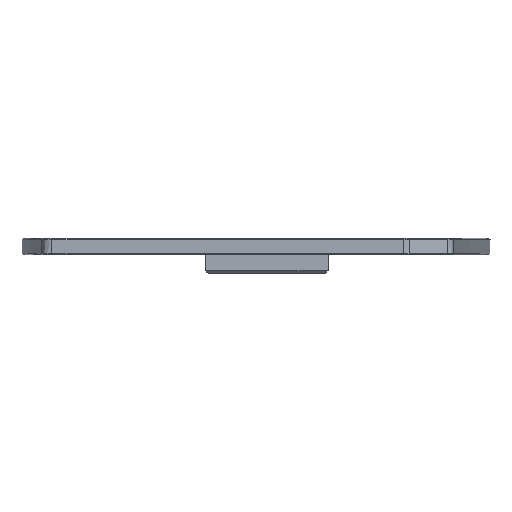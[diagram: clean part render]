
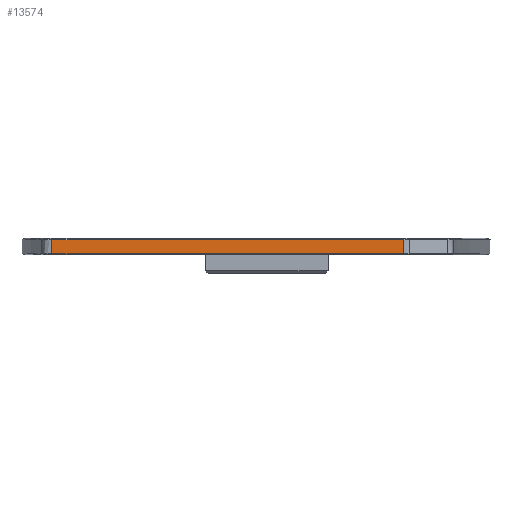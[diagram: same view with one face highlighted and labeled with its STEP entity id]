
A CAD part, left-side view. The second image highlights one B-rep face of the part: STEP entity #13574.
In plain terms, the highlighted planar face has unit normal (-1, 0, 0).
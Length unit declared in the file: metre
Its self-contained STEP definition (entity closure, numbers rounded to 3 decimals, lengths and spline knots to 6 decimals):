
#577=PLANE('',#14451);
#1643=LINE('',#20567,#3288);
#1644=LINE('',#20574,#3289);
#3288=VECTOR('',#16227,1.);
#3289=VECTOR('',#16228,1.);
#5141=ORIENTED_EDGE('',*,*,#9095,.F.);
#5142=ORIENTED_EDGE('',*,*,#9096,.F.);
#5143=ORIENTED_EDGE('',*,*,#9097,.F.);
#5144=ORIENTED_EDGE('',*,*,#9098,.F.);
#9095=EDGE_CURVE('',#11064,#11065,#11743,.T.);
#9096=EDGE_CURVE('',#11066,#11064,#1643,.T.);
#9097=EDGE_CURVE('',#11067,#11066,#11744,.T.);
#9098=EDGE_CURVE('',#11065,#11067,#1644,.T.);
#11064=VERTEX_POINT('',#20565);
#11065=VERTEX_POINT('',#20566);
#11066=VERTEX_POINT('',#20568);
#11067=VERTEX_POINT('',#20573);
#11743=B_SPLINE_CURVE_WITH_KNOTS('',3,(#20561,#20562,#20563,#20564),
 .UNSPECIFIED.,.F.,.F.,(4,4),(0.066667,0.933333),
 .UNSPECIFIED.);
#11744=B_SPLINE_CURVE_WITH_KNOTS('',3,(#20569,#20570,#20571,#20572),
 .UNSPECIFIED.,.F.,.F.,(4,4),(0.066667,0.933333),
 .UNSPECIFIED.);
#11863=EDGE_LOOP('',(#5141,#5142,#5143,#5144));
#12724=FACE_BOUND('',#11863,.T.);
#13574=ADVANCED_FACE('',(#12724),#577,.F.);
#14451=AXIS2_PLACEMENT_3D('',#20560,#16225,#16226);
#16225=DIRECTION('',(1.,0.,0.));
#16226=DIRECTION('',(0.,0.,1.));
#16227=DIRECTION('',(0.,-1.,0.));
#16228=DIRECTION('',(0.,1.,0.));
#20560=CARTESIAN_POINT('',(-0.152415,-0.000691,-0.003));
#20561=CARTESIAN_POINT('',(-0.152415,-0.029673,-0.0002));
#20562=CARTESIAN_POINT('',(-0.152415,-0.029673,-0.001067));
#20563=CARTESIAN_POINT('',(-0.152415,-0.029673,-0.001933));
#20564=CARTESIAN_POINT('',(-0.152415,-0.029673,-0.0028));
#20565=CARTESIAN_POINT('',(-0.152415,-0.029673,-0.0002));
#20566=CARTESIAN_POINT('',(-0.152415,-0.029673,-0.0028));
#20567=CARTESIAN_POINT('',(-0.152415,-0.029673,-0.0002));
#20568=CARTESIAN_POINT('',(-0.152415,0.035671,-0.0002));
#20569=CARTESIAN_POINT('',(-0.152415,0.035671,-0.0028));
#20570=CARTESIAN_POINT('',(-0.152415,0.035671,-0.001933));
#20571=CARTESIAN_POINT('',(-0.152415,0.035671,-0.001067));
#20572=CARTESIAN_POINT('',(-0.152415,0.035671,-0.0002));
#20573=CARTESIAN_POINT('',(-0.152415,0.035671,-0.0028));
#20574=CARTESIAN_POINT('',(-0.152415,-0.000691,-0.0028));
